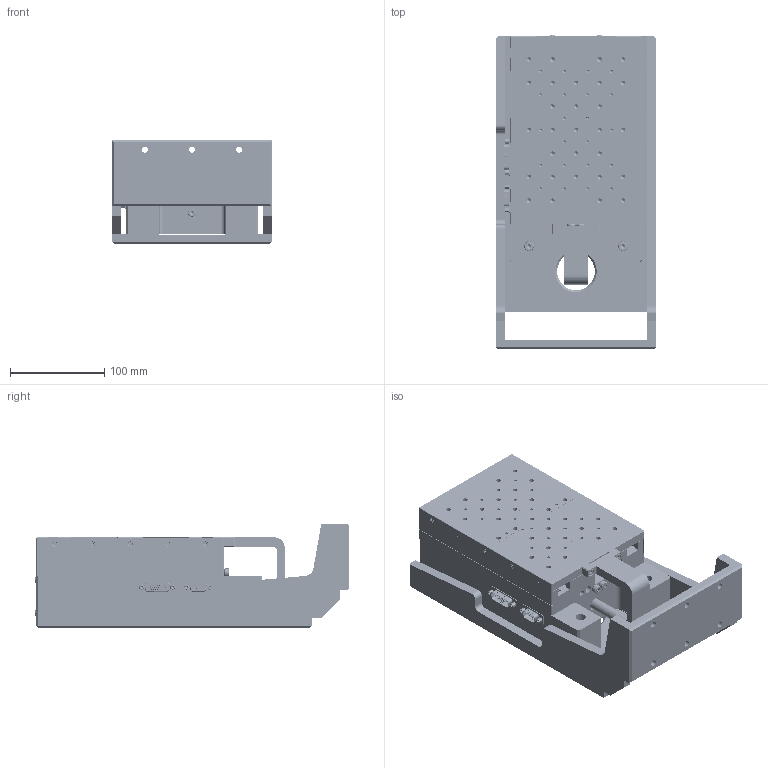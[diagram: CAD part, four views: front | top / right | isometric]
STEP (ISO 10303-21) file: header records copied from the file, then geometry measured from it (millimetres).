
FILE_DESCRIPTION (( 'STEP AP214' ), '1' );
FILE_NAME ('526954.STEP', '2022-03-25T01:04:27', ( '' ), ( '' ), 'SwSTEP 2.0', 'SolidWorks 2020', '' );
FILE_SCHEMA (( 'AUTOMOTIVE_DESIGN' ));
Length unit declared in the file: millimetre
Products named in the file (1): 526954
Bounding box: 170 x 334.7 x 110 mm (x, y, z)
Volume: 2688384.8 mm3; surface area: 623554.4 mm2
Topology: 100 solids, 101 shells, 5170 faces, 12568 edges, 7566 vertices
Faces by surface type: plane 2145, cylinder 1824, cone 608, bspline 403, torus 100, sphere 90
Entity records: 158434 total; most frequent: CARTESIAN_POINT 38039, DIRECTION 25536, ORIENTED_EDGE 24190, EDGE_CURVE 12095, AXIS2_PLACEMENT_3D 9325, VERTEX_POINT 7548, LINE 6886, VECTOR 6886
